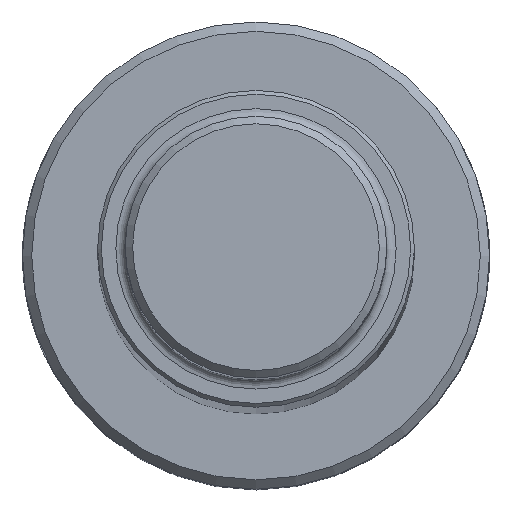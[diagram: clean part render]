
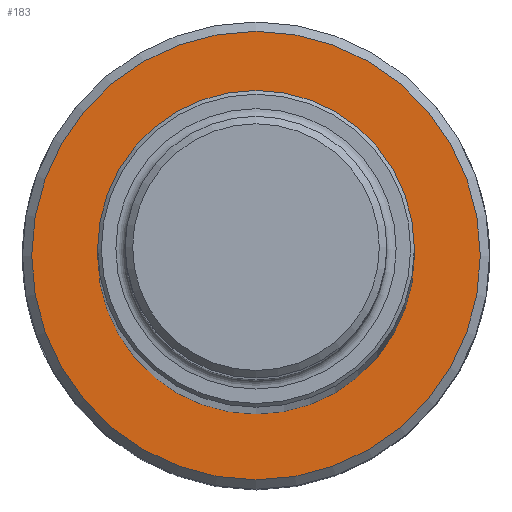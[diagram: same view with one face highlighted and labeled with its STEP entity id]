
A CAD part, top view. The second image highlights one B-rep face of the part: STEP entity #183.
In plain terms, the highlighted planar face has unit normal (0, 0, 1).
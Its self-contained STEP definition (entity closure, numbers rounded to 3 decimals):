
#18=PLANE('',#214);
#32=CIRCLE('',#211,8.475);
#33=CIRCLE('',#213,12.);
#46=FACE_BOUND('',#91,.T.);
#64=FACE_OUTER_BOUND('',#90,.T.);
#90=EDGE_LOOP('',(#164));
#91=EDGE_LOOP('',(#165));
#115=VERTEX_POINT('',#572);
#116=VERTEX_POINT('',#575);
#132=EDGE_CURVE('',#115,#115,#32,.T.);
#133=EDGE_CURVE('',#116,#116,#33,.T.);
#164=ORIENTED_EDGE('',*,*,#133,.F.);
#165=ORIENTED_EDGE('',*,*,#132,.T.);
#183=ADVANCED_FACE('',(#64,#46),#18,.T.);
#211=AXIS2_PLACEMENT_3D('',#573,#256,#257);
#213=AXIS2_PLACEMENT_3D('',#576,#260,#261);
#214=AXIS2_PLACEMENT_3D('',#577,#262,#263);
#256=DIRECTION('center_axis',(0.,0.,-1.));
#257=DIRECTION('ref_axis',(-1.,0.,0.));
#260=DIRECTION('center_axis',(0.,0.,-1.));
#261=DIRECTION('ref_axis',(-1.,0.,0.));
#262=DIRECTION('center_axis',(0.,0.,1.));
#263=DIRECTION('ref_axis',(1.,0.,0.));
#572=CARTESIAN_POINT('',(8.475,0.,25.));
#573=CARTESIAN_POINT('Origin',(0.,0.,25.));
#575=CARTESIAN_POINT('',(12.,0.,25.));
#576=CARTESIAN_POINT('Origin',(0.,0.,25.));
#577=CARTESIAN_POINT('Origin',(0.,0.,25.));
